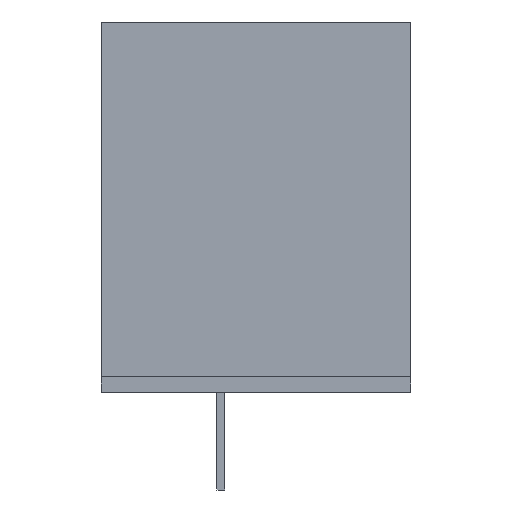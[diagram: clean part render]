
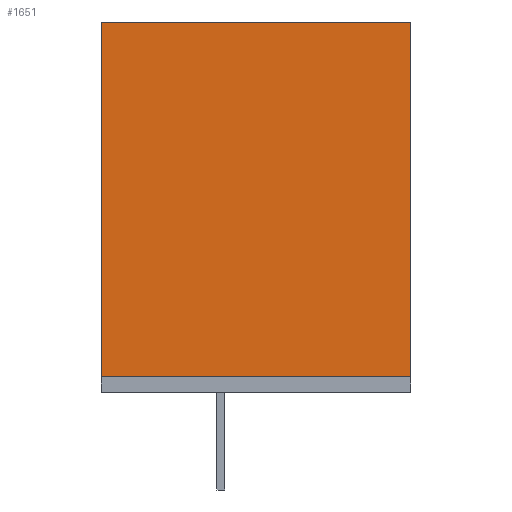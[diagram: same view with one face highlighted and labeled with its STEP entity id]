
A CAD part, left-side view. The second image highlights one B-rep face of the part: STEP entity #1651.
In plain terms, the highlighted free-form (B-spline) face has degree [1, 1] with [2, 2] control points.
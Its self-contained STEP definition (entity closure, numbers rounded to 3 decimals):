
#1586=CARTESIAN_POINT('',(-11.175,-4.85,11.6));
#1587=VERTEX_POINT('',#1586);
#1594=CARTESIAN_POINT('',(-11.175,-4.85,0.5));
#1595=VERTEX_POINT('',#1594);
#1596=CARTESIAN_POINT('',(-11.175,-4.85,0.5));
#1597=DIRECTION('',(0.0,0.0,1.0));
#1598=VECTOR('',#1597,11.1);
#1599=LINE('',#1596,#1598);
#1600=EDGE_CURVE('',#1587,#1595,#1599,.F.);
#1621=CARTESIAN_POINT('',(-11.175,-4.85,11.6));
#1622=CARTESIAN_POINT('',(-11.175,-4.85,0.5));
#1623=CARTESIAN_POINT('',(-11.175,4.85,11.6));
#1624=CARTESIAN_POINT('',(-11.175,4.85,0.5));
#1625=B_SPLINE_SURFACE_WITH_KNOTS('',1,1,((#1621,#1623),(#1622,#1624)),.UNSPECIFIED.,.F.,.F.,.U.,(2,2),(2,2),(0.0,11.1),(0.0,9.7),.UNSPECIFIED.);
#1626=ORIENTED_EDGE('',*,*,#1600,.F.);
#1627=CARTESIAN_POINT('',(-11.175,4.85,11.6));
#1628=VERTEX_POINT('',#1627);
#1629=CARTESIAN_POINT('',(-11.175,-4.85,11.6));
#1630=DIRECTION('',(0.0,1.0,0.0));
#1631=VECTOR('',#1630,9.7);
#1632=LINE('',#1629,#1631);
#1633=EDGE_CURVE('',#1587,#1628,#1632,.T.);
#1634=ORIENTED_EDGE('',*,*,#1633,.T.);
#1635=CARTESIAN_POINT('',(-11.175,4.85,0.5));
#1636=VERTEX_POINT('',#1635);
#1637=CARTESIAN_POINT('',(-11.175,4.85,11.6));
#1638=DIRECTION('',(0.0,0.0,-1.0));
#1639=VECTOR('',#1638,11.1);
#1640=LINE('',#1637,#1639);
#1641=EDGE_CURVE('',#1628,#1636,#1640,.T.);
#1642=ORIENTED_EDGE('',*,*,#1641,.T.);
#1643=CARTESIAN_POINT('',(-11.175,4.85,0.5));
#1644=DIRECTION('',(0.0,-1.0,0.0));
#1645=VECTOR('',#1644,9.7);
#1646=LINE('',#1643,#1645);
#1647=EDGE_CURVE('',#1636,#1595,#1646,.T.);
#1648=ORIENTED_EDGE('',*,*,#1647,.T.);
#1649=EDGE_LOOP('',(#1626,#1634,#1642,#1648));
#1650=FACE_OUTER_BOUND('',#1649,.T.);
#1651=ADVANCED_FACE('',(#1650),#1625,.F.);
